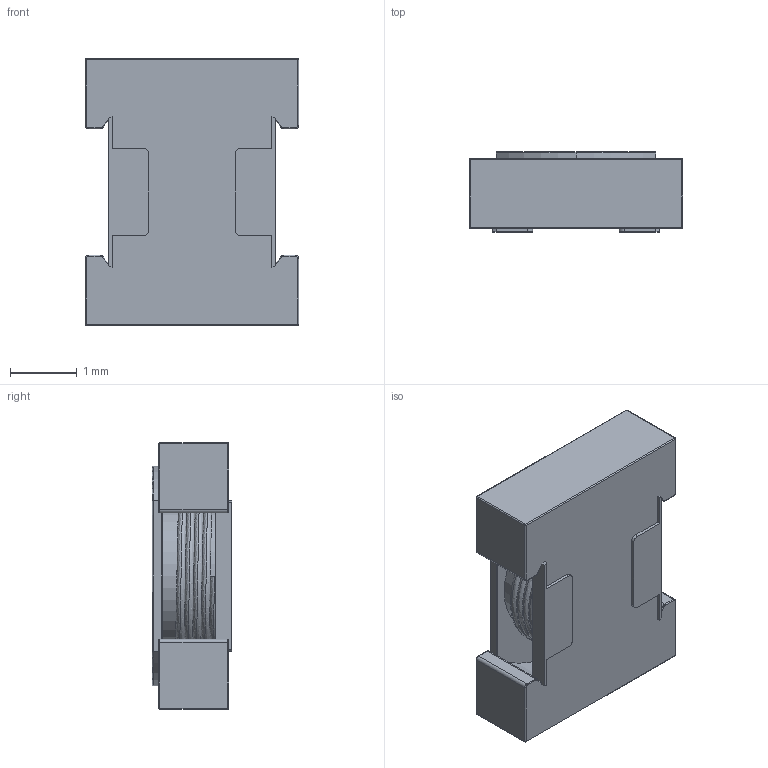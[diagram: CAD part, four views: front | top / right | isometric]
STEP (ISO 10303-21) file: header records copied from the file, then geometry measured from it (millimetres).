
FILE_DESCRIPTION (( 'STEP AP214' ), '1' );
FILE_NAME ('VLF403212MT.STEP', '2016-01-25T19:46:39', ( '' ), ( '' ), 'SwSTEP 2.0', 'SolidWorks 2015', '' );
FILE_SCHEMA (( 'AUTOMOTIVE_DESIGN' ));
Length unit declared in the file: millimetre
Products named in the file (1): VLF403212MT
Bounding box: 3.2 x 1.2 x 4 mm (x, y, z)
Volume: 9.9 mm3; surface area: 69.2 mm2
Topology: 2 solids, 2 shells, 129 faces, 328 edges, 193 vertices
Faces by surface type: cylinder 48, plane 42, torus 29, sphere 8, bspline 2
Entity records: 5319 total; most frequent: CARTESIAN_POINT 1865, DIRECTION 700, ORIENTED_EDGE 640, EDGE_CURVE 320, AXIS2_PLACEMENT_3D 272, VERTEX_POINT 193, LINE 156, VECTOR 156
